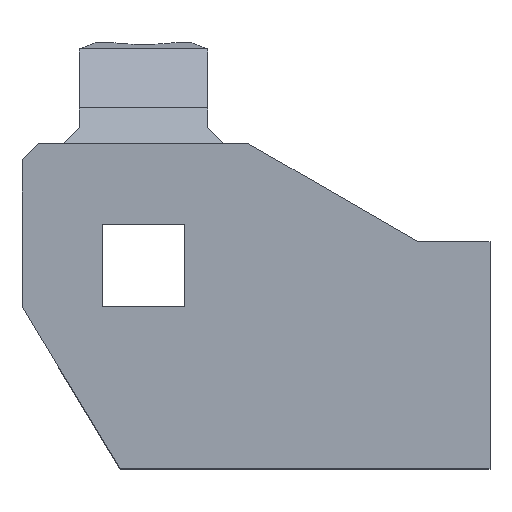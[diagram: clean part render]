
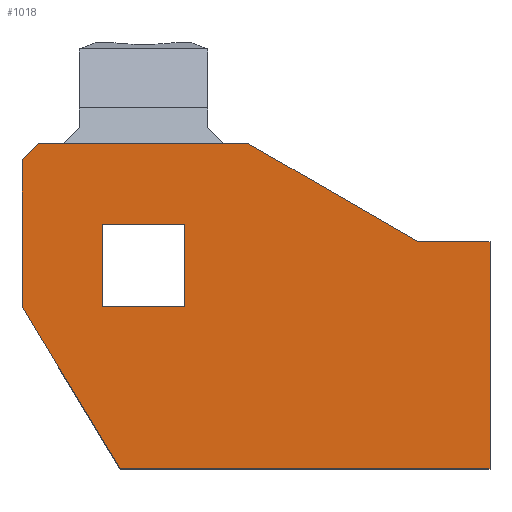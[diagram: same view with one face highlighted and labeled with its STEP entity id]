
A CAD part, top view. The second image highlights one B-rep face of the part: STEP entity #1018.
In plain terms, the highlighted planar face has unit normal (0, 0, 1).
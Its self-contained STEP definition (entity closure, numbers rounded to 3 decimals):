
#10 = LINE ( 'NONE', #544, #830 ) ;
#18 = VERTEX_POINT ( 'NONE', #1700 ) ;
#32 = EDGE_CURVE ( 'NONE', #682, #1659, #515, .T. ) ;
#47 = EDGE_CURVE ( 'NONE', #1023, #893, #560, .T. ) ;
#48 = CARTESIAN_POINT ( 'NONE',  ( -8.2, 20.3, 20.1 ) ) ;
#62 = CARTESIAN_POINT ( 'NONE',  ( -6., -10.1, 20.1 ) ) ;
#98 = LINE ( 'NONE', #627, #1438 ) ;
#110 = CARTESIAN_POINT ( 'NONE',  ( -18.2, 0., 20.1 ) ) ;
#120 = ORIENTED_EDGE ( 'NONE', *, *, #767, .F. ) ;
#146 = CARTESIAN_POINT ( 'NONE',  ( 2., 10.1, 20.1 ) ) ;
#153 = DIRECTION ( 'NONE',  ( 0.866, -0.5, 0. ) ) ;
#155 = CARTESIAN_POINT ( 'NONE',  ( -3.25, 43.25, 20.1 ) ) ;
#166 = AXIS2_PLACEMENT_3D ( 'NONE', #840, #1246, #969 ) ;
#214 = DIRECTION ( 'NONE',  ( 0.517, -0.856, 0. ) ) ;
#221 = VECTOR ( 'NONE', #1691, 1000. ) ;
#227 = EDGE_LOOP ( 'NONE', ( #1357, #866, #1422, #1483 ) ) ;
#254 = ORIENTED_EDGE ( 'NONE', *, *, #47, .T. ) ;
#257 = VERTEX_POINT ( 'NONE', #1095 ) ;
#281 = DIRECTION ( 'NONE',  ( 0., 1., 0. ) ) ;
#287 = DIRECTION ( 'NONE',  ( 1., 0., 0. ) ) ;
#311 = ORIENTED_EDGE ( 'NONE', *, *, #1143, .T. ) ;
#357 = DIRECTION ( 'NONE',  ( 1., 0., 0. ) ) ;
#372 = LINE ( 'NONE', #1431, #221 ) ;
#394 = ORIENTED_EDGE ( 'NONE', *, *, #1386, .T. ) ;
#462 = DIRECTION ( 'NONE',  ( 0., -1., 0. ) ) ;
#469 = VECTOR ( 'NONE', #357, 1000. ) ;
#478 = VECTOR ( 'NONE', #287, 1000. ) ;
#510 = DIRECTION ( 'NONE',  ( 1., 0., 0. ) ) ;
#515 = LINE ( 'NONE', #1488, #667 ) ;
#544 = CARTESIAN_POINT ( 'NONE',  ( 15.62, 27.055, 20.1 ) ) ;
#560 = LINE ( 'NONE', #809, #586 ) ;
#586 = VECTOR ( 'NONE', #1353, 1000. ) ;
#604 = EDGE_LOOP ( 'NONE', ( #618, #1118, #120, #311, #1669, #394, #254, #1236 ) ) ;
#607 = PLANE ( 'NONE',  #166 ) ;
#618 = ORIENTED_EDGE ( 'NONE', *, *, #646, .F. ) ;
#627 = CARTESIAN_POINT ( 'NONE',  ( 0., 10.1, 20.1 ) ) ;
#635 = LINE ( 'NONE', #763, #469 ) ;
#646 = EDGE_CURVE ( 'NONE', #865, #762, #833, .T. ) ;
#667 = VECTOR ( 'NONE', #1617, 1000. ) ;
#682 = VERTEX_POINT ( 'NONE', #48 ) ;
#711 = CARTESIAN_POINT ( 'NONE',  ( 0., 30.3, 20.1 ) ) ;
#736 = LINE ( 'NONE', #110, #972 ) ;
#762 = VERTEX_POINT ( 'NONE', #1577 ) ;
#763 = CARTESIAN_POINT ( 'NONE',  ( 0., 20.3, 20.1 ) ) ;
#767 = EDGE_CURVE ( 'NONE', #1394, #18, #736, .T. ) ;
#772 = VERTEX_POINT ( 'NONE', #1297 ) ;
#809 = CARTESIAN_POINT ( 'NONE',  ( 40., 18.1, 20.1 ) ) ;
#830 = VECTOR ( 'NONE', #153, 1000. ) ;
#833 = LINE ( 'NONE', #711, #478 ) ;
#838 = CARTESIAN_POINT ( 'NONE',  ( 2., 0., 20.1 ) ) ;
#840 = CARTESIAN_POINT ( 'NONE',  ( 40., 0., 20.1 ) ) ;
#848 = CARTESIAN_POINT ( 'NONE',  ( 40., 18.1, 20.1 ) ) ;
#865 = VERTEX_POINT ( 'NONE', #944 ) ;
#866 = ORIENTED_EDGE ( 'NONE', *, *, #32, .F. ) ;
#877 = EDGE_CURVE ( 'NONE', #865, #18, #1596, .T. ) ;
#881 = CARTESIAN_POINT ( 'NONE',  ( -18.2, 10.1, 20.1 ) ) ;
#893 = VERTEX_POINT ( 'NONE', #1333 ) ;
#940 = CARTESIAN_POINT ( 'NONE',  ( 40., 0., 20.1 ) ) ;
#944 = CARTESIAN_POINT ( 'NONE',  ( -16.2, 30.3, 20.1 ) ) ;
#967 = LINE ( 'NONE', #838, #1686 ) ;
#969 = DIRECTION ( 'NONE',  ( 1., 0., 0. ) ) ;
#972 = VECTOR ( 'NONE', #1388, 1000. ) ;
#991 = FACE_BOUND ( 'NONE', #227, .T. ) ;
#1018 = ADVANCED_FACE ( 'NONE', ( #991, #1537 ), #607, .T. ) ;
#1023 = VERTEX_POINT ( 'NONE', #848 ) ;
#1042 = VERTEX_POINT ( 'NONE', #62 ) ;
#1081 = VECTOR ( 'NONE', #214, 1000. ) ;
#1095 = CARTESIAN_POINT ( 'NONE',  ( 40., -10.1, 20.1 ) ) ;
#1118 = ORIENTED_EDGE ( 'NONE', *, *, #877, .T. ) ;
#1142 = EDGE_CURVE ( 'NONE', #682, #772, #635, .T. ) ;
#1143 = EDGE_CURVE ( 'NONE', #1394, #1042, #1273, .T. ) ;
#1203 = CARTESIAN_POINT ( 'NONE',  ( -8.2, 10.1, 20.1 ) ) ;
#1216 = CARTESIAN_POINT ( 'NONE',  ( -18.2, 10.1, 20.1 ) ) ;
#1236 = ORIENTED_EDGE ( 'NONE', *, *, #1315, .F. ) ;
#1246 = DIRECTION ( 'NONE',  ( 0., 0., 1. ) ) ;
#1271 = EDGE_CURVE ( 'NONE', #1659, #1304, #98, .T. ) ;
#1273 = LINE ( 'NONE', #881, #1081 ) ;
#1297 = CARTESIAN_POINT ( 'NONE',  ( 2., 20.3, 20.1 ) ) ;
#1304 = VERTEX_POINT ( 'NONE', #146 ) ;
#1315 = EDGE_CURVE ( 'NONE', #762, #893, #10, .T. ) ;
#1330 = LINE ( 'NONE', #940, #1685 ) ;
#1333 = CARTESIAN_POINT ( 'NONE',  ( 31.131, 18.1, 20.1 ) ) ;
#1353 = DIRECTION ( 'NONE',  ( -1., 0., 0. ) ) ;
#1357 = ORIENTED_EDGE ( 'NONE', *, *, #1271, .F. ) ;
#1386 = EDGE_CURVE ( 'NONE', #257, #1023, #1330, .T. ) ;
#1387 = VECTOR ( 'NONE', #1459, 1000. ) ;
#1388 = DIRECTION ( 'NONE',  ( 0., 1., 0. ) ) ;
#1394 = VERTEX_POINT ( 'NONE', #1216 ) ;
#1422 = ORIENTED_EDGE ( 'NONE', *, *, #1142, .T. ) ;
#1431 = CARTESIAN_POINT ( 'NONE',  ( 40., -10.1, 20.1 ) ) ;
#1438 = VECTOR ( 'NONE', #510, 1000. ) ;
#1459 = DIRECTION ( 'NONE',  ( -0.707, -0.707, 0. ) ) ;
#1483 = ORIENTED_EDGE ( 'NONE', *, *, #1494, .T. ) ;
#1488 = CARTESIAN_POINT ( 'NONE',  ( -8.2, 0., 20.1 ) ) ;
#1494 = EDGE_CURVE ( 'NONE', #772, #1304, #967, .T. ) ;
#1537 = FACE_OUTER_BOUND ( 'NONE', #604, .T. ) ;
#1567 = EDGE_CURVE ( 'NONE', #257, #1042, #372, .T. ) ;
#1577 = CARTESIAN_POINT ( 'NONE',  ( 10., 30.3, 20.1 ) ) ;
#1596 = LINE ( 'NONE', #155, #1387 ) ;
#1617 = DIRECTION ( 'NONE',  ( 0., -1., 0. ) ) ;
#1659 = VERTEX_POINT ( 'NONE', #1203 ) ;
#1669 = ORIENTED_EDGE ( 'NONE', *, *, #1567, .F. ) ;
#1685 = VECTOR ( 'NONE', #281, 1000. ) ;
#1686 = VECTOR ( 'NONE', #462, 1000. ) ;
#1691 = DIRECTION ( 'NONE',  ( -1., 0., 0. ) ) ;
#1700 = CARTESIAN_POINT ( 'NONE',  ( -18.2, 28.3, 20.1 ) ) ;
